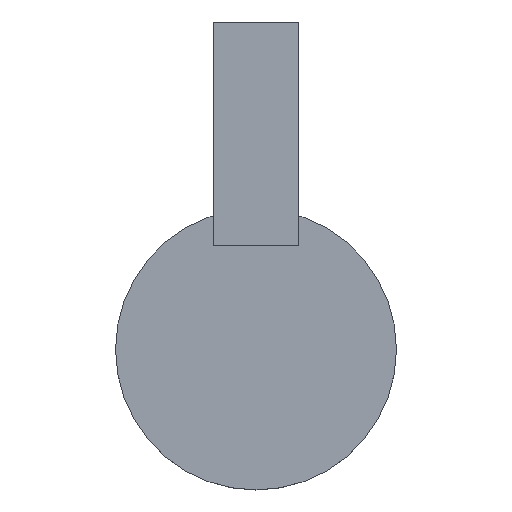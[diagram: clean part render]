
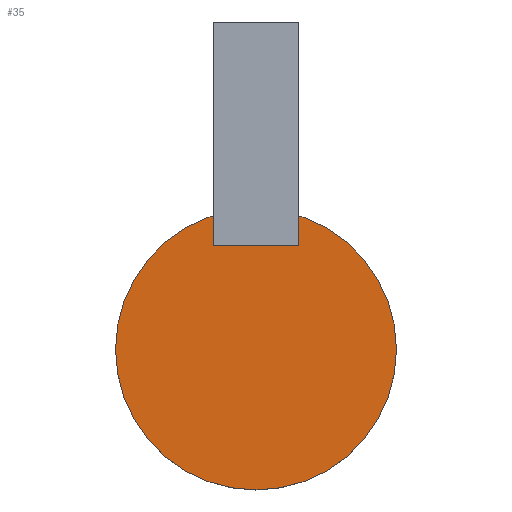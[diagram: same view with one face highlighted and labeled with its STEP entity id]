
A CAD part, top view. The second image highlights one B-rep face of the part: STEP entity #35.
In plain terms, the highlighted planar face has unit normal (0, 0, 1).
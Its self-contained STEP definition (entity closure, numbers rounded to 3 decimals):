
#13=TRIMMED_CURVE($,#17,(#317),(#318),.T.,.CARTESIAN.);
#15=TRIMMED_CURVE($,#19,(#327),(#328),.T.,.CARTESIAN.);
#17=CIRCLE('',#242,12.875);
#19=CIRCLE('',#244,12.875);
#35=ADVANCED_FACE('',(#45),#142,.T.);
#45=FACE_OUTER_BOUND('',#55,.T.);
#55=EDGE_LOOP('',(#86,#87));
#86=ORIENTED_EDGE('',*,*,#110,.F.);
#87=ORIENTED_EDGE('',*,*,#106,.F.);
#106=EDGE_CURVE('',#132,#134,#13,.T.);
#110=EDGE_CURVE('',#134,#132,#15,.T.);
#132=VERTEX_POINT('',#312);
#134=VERTEX_POINT('',#314);
#142=PLANE('',#239);
#239=AXIS2_PLACEMENT_3D('',#309,#256,$);
#242=AXIS2_PLACEMENT_3D($,#316,#259,#260);
#244=AXIS2_PLACEMENT_3D($,#326,#263,#264);
#256=DIRECTION('',(0.,0.,1.));
#259=DIRECTION('',(0.,0.,-1.));
#260=DIRECTION('',(1.,0.,0.));
#263=DIRECTION('',(0.,0.,-1.));
#264=DIRECTION('',(-1.,0.,0.));
#309=CARTESIAN_POINT('',(15.46,422.503,32.83));
#312=CARTESIAN_POINT('',(12.242,438.596,32.83));
#314=CARTESIAN_POINT('',(-13.508,438.596,32.83));
#316=CARTESIAN_POINT('',(-0.633,438.596,32.83));
#317=CARTESIAN_POINT('',(12.242,438.596,32.83));
#318=CARTESIAN_POINT('',(-13.508,438.596,32.83));
#326=CARTESIAN_POINT('',(-0.633,438.596,32.83));
#327=CARTESIAN_POINT('',(-13.508,438.596,32.83));
#328=CARTESIAN_POINT('',(12.242,438.596,32.83));
